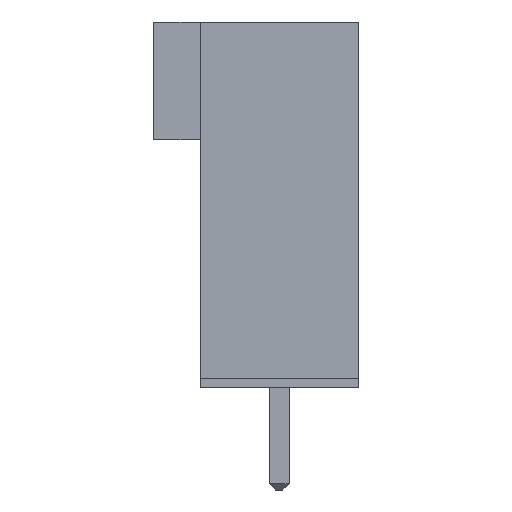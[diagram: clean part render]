
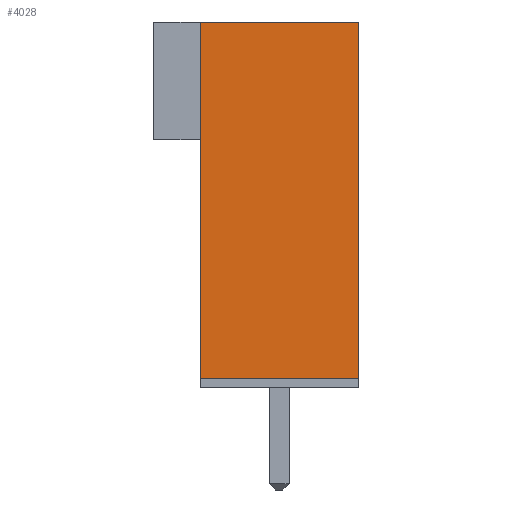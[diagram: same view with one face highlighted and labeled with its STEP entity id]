
A CAD part, left-side view. The second image highlights one B-rep face of the part: STEP entity #4028.
In plain terms, the highlighted planar face has unit normal (-1, 0, 0).
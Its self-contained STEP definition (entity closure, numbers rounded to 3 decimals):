
#7 = VECTOR ( 'NONE', #5033, 1000. ) ;
#265 = VERTEX_POINT ( 'NONE', #386 ) ;
#386 = CARTESIAN_POINT ( 'NONE',  ( -7.625, -2.55, 11.8 ) ) ;
#388 = FACE_OUTER_BOUND ( 'NONE', #2491, .T. ) ;
#782 = EDGE_CURVE ( 'NONE', #1348, #265, #4187, .T. ) ;
#1175 = EDGE_CURVE ( 'NONE', #1754, #265, #3076, .T. ) ;
#1266 = CARTESIAN_POINT ( 'NONE',  ( -7.625, 2.55, 11.8 ) ) ;
#1348 = VERTEX_POINT ( 'NONE', #3024 ) ;
#1548 = LINE ( 'NONE', #4291, #1617 ) ;
#1617 = VECTOR ( 'NONE', #3973, 1000. ) ;
#1718 = DIRECTION ( 'NONE',  ( 1., 0., 0. ) ) ;
#1754 = VERTEX_POINT ( 'NONE', #5474 ) ;
#1766 = ORIENTED_EDGE ( 'NONE', *, *, #3525, .F. ) ;
#1815 = VECTOR ( 'NONE', #3800, 1000. ) ;
#1881 = VECTOR ( 'NONE', #2093, 1000. ) ;
#2093 = DIRECTION ( 'NONE',  ( 0., -1., 0. ) ) ;
#2491 = EDGE_LOOP ( 'NONE', ( #4653, #2760, #1766, #3860 ) ) ;
#2760 = ORIENTED_EDGE ( 'NONE', *, *, #782, .F. ) ;
#2814 = EDGE_CURVE ( 'NONE', #3436, #1754, #4928, .T. ) ;
#3024 = CARTESIAN_POINT ( 'NONE',  ( -7.625, 2.55, 11.8 ) ) ;
#3076 = LINE ( 'NONE', #4228, #1815 ) ;
#3436 = VERTEX_POINT ( 'NONE', #4233 ) ;
#3525 = EDGE_CURVE ( 'NONE', #3436, #1348, #1548, .T. ) ;
#3795 = PLANE ( 'NONE',  #5186 ) ;
#3800 = DIRECTION ( 'NONE',  ( 0., 0., 1. ) ) ;
#3860 = ORIENTED_EDGE ( 'NONE', *, *, #2814, .T. ) ;
#3973 = DIRECTION ( 'NONE',  ( 0., 0., 1. ) ) ;
#4028 = ADVANCED_FACE ( 'NONE', ( #388 ), #3795, .F. ) ;
#4187 = LINE ( 'NONE', #5048, #1881 ) ;
#4226 = DIRECTION ( 'NONE',  ( 0., 0., -1. ) ) ;
#4228 = CARTESIAN_POINT ( 'NONE',  ( -7.625, -2.55, 11.8 ) ) ;
#4233 = CARTESIAN_POINT ( 'NONE',  ( -7.625, 2.55, 0.3 ) ) ;
#4291 = CARTESIAN_POINT ( 'NONE',  ( -7.625, 2.55, 11.8 ) ) ;
#4611 = CARTESIAN_POINT ( 'NONE',  ( -7.625, 2.55, 0.3 ) ) ;
#4653 = ORIENTED_EDGE ( 'NONE', *, *, #1175, .T. ) ;
#4928 = LINE ( 'NONE', #4611, #7 ) ;
#5033 = DIRECTION ( 'NONE',  ( 0., -1., 0. ) ) ;
#5048 = CARTESIAN_POINT ( 'NONE',  ( -7.625, 2.55, 11.8 ) ) ;
#5186 = AXIS2_PLACEMENT_3D ( 'NONE', #1266, #1718, #4226 ) ;
#5474 = CARTESIAN_POINT ( 'NONE',  ( -7.625, -2.55, 0.3 ) ) ;
